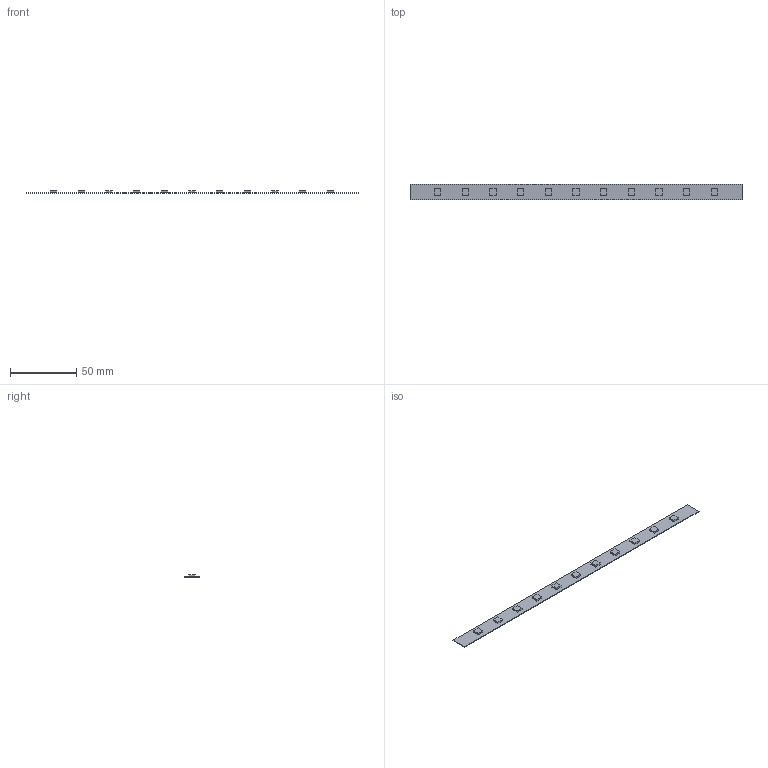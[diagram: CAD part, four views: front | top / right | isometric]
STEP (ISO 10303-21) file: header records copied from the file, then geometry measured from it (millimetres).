
FILE_DESCRIPTION(/* description */ (''),/* implementation_level */ '2;1');
FILE_NAME(/* name */ 'ledstrip.stp',/* time_stamp */ '2017-07-12T18:35:43+02:00',/* author */ (''),/* organization */ (''),/* preprocessor_version */ 'ST-DEVELOPER v16',/* originating_system */ 'SIEMENS PLM Software NX 10.0',/* authorisation */ '');
FILE_SCHEMA (('AUTOMOTIVE_DESIGN { 1 0 10303 214 3 1 1 1 }'));
Length unit declared in the file: millimetre
Products named in the file (1): ledstrip
Bounding box: 250 x 12 x 1.9 mm (x, y, z)
Volume: 1885 mm3; surface area: 6570 mm2
Topology: 1 solids, 1 shells, 61 faces, 144 edges, 96 vertices
Faces by surface type: plane 61
Entity records: 1742 total; most frequent: CARTESIAN_POINT 302, ORIENTED_EDGE 288, DIRECTION 268, EDGE_CURVE 144, LINE 144, VECTOR 144, VERTEX_POINT 96, EDGE_LOOP 72
